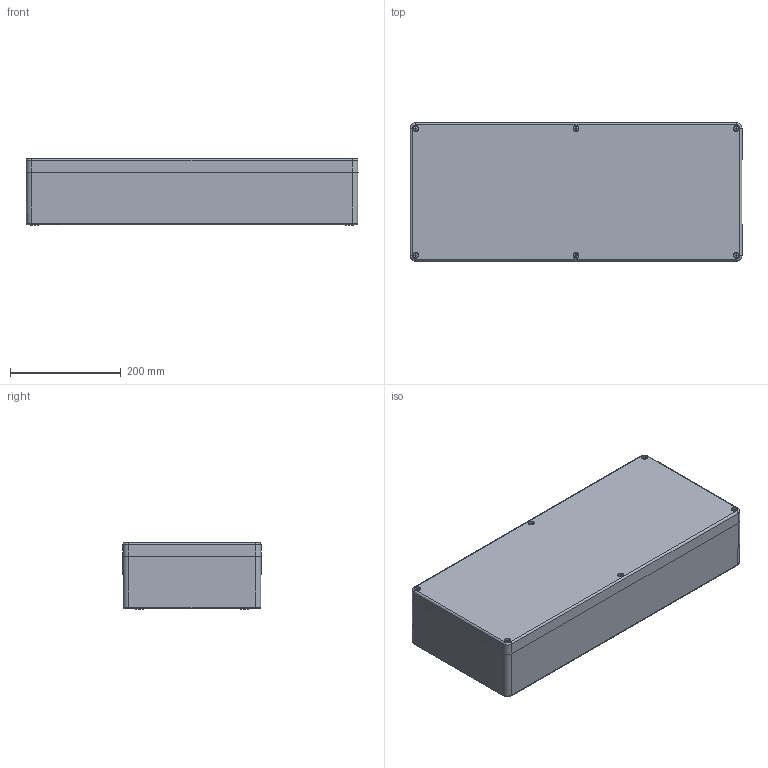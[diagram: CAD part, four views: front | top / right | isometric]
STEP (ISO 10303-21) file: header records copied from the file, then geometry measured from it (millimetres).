
FILE_DESCRIPTION (( 'STEP AP203' ), '1' );
FILE_NAME ('1590ZGRP263.step', '2020-11-14T20:14:59', ( 'ADC123' ), ( 'Microsoft' ), 'SwSTEP 2.0', 'SolidWorks 2019', '' );
FILE_SCHEMA (( 'CONFIG_CONTROL_DESIGN' ));
Length unit declared in the file: inch
Products named in the file (1): 1590ZGRP263
Bounding box: 600 x 250 x 121 mm (x, y, z)
Volume: 3347819.5 mm3; surface area: 1319571.3 mm2
Topology: 10 solids, 10 shells, 634 faces, 1621 edges, 1060 vertices
Faces by surface type: plane 341, cylinder 141, cone 84, bspline 68
Full cylindrical faces by diameter (mm): 4.3 x10, 4.917 x12, 5.28 x6, 5.88 x6, 6 x6, 6.35 x6, 6.4 x6, 6.8 x4, 10.8 x6
Entity records: 20987 total; most frequent: CARTESIAN_POINT 6295, ORIENTED_EDGE 2994, DIRECTION 2897, EDGE_CURVE 1497, AXIS2_PLACEMENT_3D 1051, VERTEX_POINT 1032, EDGE_LOOP 817, LINE 795
